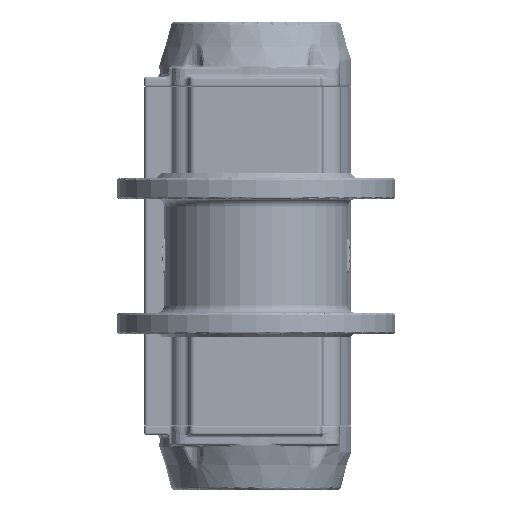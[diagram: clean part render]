
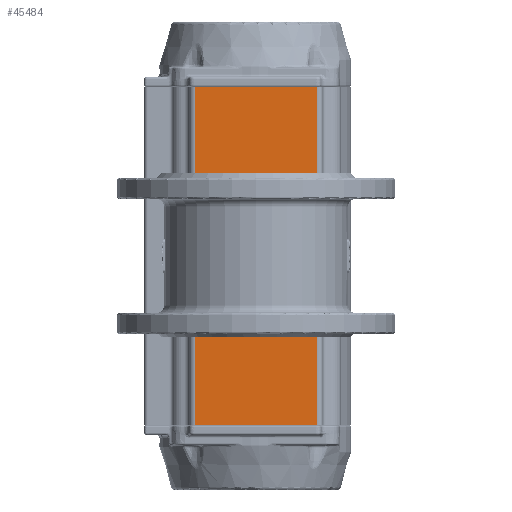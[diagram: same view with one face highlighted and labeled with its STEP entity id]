
A CAD part, front view. The second image highlights one B-rep face of the part: STEP entity #45484.
In plain terms, the highlighted planar face has unit normal (0, -1, 0).
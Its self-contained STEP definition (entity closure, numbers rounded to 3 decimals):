
#5309=LINE('',#101351,#7890);
#5310=LINE('',#101353,#7891);
#5311=LINE('',#101355,#7892);
#5312=LINE('',#101357,#7893);
#7890=VECTOR('',#54693,1000.);
#7891=VECTOR('',#54696,1000.);
#7892=VECTOR('',#54697,1000.);
#7893=VECTOR('',#54698,1000.);
#12710=ORIENTED_EDGE('',*,*,#25121,.F.);
#12711=ORIENTED_EDGE('',*,*,#25120,.T.);
#12712=ORIENTED_EDGE('',*,*,#25122,.T.);
#12713=ORIENTED_EDGE('',*,*,#25123,.F.);
#12714=ORIENTED_EDGE('',*,*,#25124,.T.);
#12715=ORIENTED_EDGE('',*,*,#25125,.T.);
#12716=ORIENTED_EDGE('',*,*,#25126,.T.);
#12717=ORIENTED_EDGE('',*,*,#25127,.T.);
#12718=ORIENTED_EDGE('',*,*,#25128,.T.);
#12719=ORIENTED_EDGE('',*,*,#25129,.T.);
#12720=ORIENTED_EDGE('',*,*,#25130,.T.);
#12721=ORIENTED_EDGE('',*,*,#25131,.T.);
#12722=ORIENTED_EDGE('',*,*,#25132,.T.);
#25120=EDGE_CURVE('',#31572,#31573,#5309,.T.);
#25121=EDGE_CURVE('',#31572,#31574,#5310,.T.);
#25122=EDGE_CURVE('',#31573,#31575,#5311,.T.);
#25123=EDGE_CURVE('',#31574,#31575,#5312,.T.);
#25124=EDGE_CURVE('',#31576,#31576,#35374,.T.);
#25125=EDGE_CURVE('',#31577,#31577,#35375,.T.);
#25126=EDGE_CURVE('',#31578,#31578,#35376,.T.);
#25127=EDGE_CURVE('',#31579,#31579,#35377,.T.);
#25128=EDGE_CURVE('',#31580,#31580,#35378,.T.);
#25129=EDGE_CURVE('',#31581,#31581,#35379,.T.);
#25130=EDGE_CURVE('',#31582,#31582,#35380,.T.);
#25131=EDGE_CURVE('',#31583,#31583,#35381,.T.);
#25132=EDGE_CURVE('',#31584,#31584,#35382,.T.);
#31572=VERTEX_POINT('',#101348);
#31573=VERTEX_POINT('',#101350);
#31574=VERTEX_POINT('',#101354);
#31575=VERTEX_POINT('',#101356);
#31576=VERTEX_POINT('',#101359);
#31577=VERTEX_POINT('',#101361);
#31578=VERTEX_POINT('',#101363);
#31579=VERTEX_POINT('',#101365);
#31580=VERTEX_POINT('',#101367);
#31581=VERTEX_POINT('',#101369);
#31582=VERTEX_POINT('',#101371);
#31583=VERTEX_POINT('',#101373);
#31584=VERTEX_POINT('',#101375);
#35374=CIRCLE('',#48904,3.324);
#35375=CIRCLE('',#48905,3.324);
#35376=CIRCLE('',#48906,3.324);
#35377=CIRCLE('',#48907,3.324);
#35378=CIRCLE('',#48908,4.188);
#35379=CIRCLE('',#48909,4.188);
#35380=CIRCLE('',#48910,4.188);
#35381=CIRCLE('',#48911,4.188);
#35382=CIRCLE('',#48912,27.481);
#37828=EDGE_LOOP('',(#12710,#12711,#12712,#12713));
#37829=EDGE_LOOP('',(#12714));
#37830=EDGE_LOOP('',(#12715));
#37831=EDGE_LOOP('',(#12716));
#37832=EDGE_LOOP('',(#12717));
#37833=EDGE_LOOP('',(#12718));
#37834=EDGE_LOOP('',(#12719));
#37835=EDGE_LOOP('',(#12720));
#37836=EDGE_LOOP('',(#12721));
#37837=EDGE_LOOP('',(#12722));
#41300=FACE_BOUND('',#37828,.T.);
#41301=FACE_BOUND('',#37829,.T.);
#41302=FACE_BOUND('',#37830,.T.);
#41303=FACE_BOUND('',#37831,.T.);
#41304=FACE_BOUND('',#37832,.T.);
#41305=FACE_BOUND('',#37833,.T.);
#41306=FACE_BOUND('',#37834,.T.);
#41307=FACE_BOUND('',#37835,.T.);
#41308=FACE_BOUND('',#37836,.T.);
#41309=FACE_BOUND('',#37837,.T.);
#44281=PLANE('',#48903);
#45484=ADVANCED_FACE('',(#41300,#41301,#41302,#41303,#41304,#41305,#41306,
#41307,#41308,#41309),#44281,.T.);
#48903=AXIS2_PLACEMENT_3D('',#101352,#54694,#54695);
#48904=AXIS2_PLACEMENT_3D('',#101358,#54699,#54700);
#48905=AXIS2_PLACEMENT_3D('',#101360,#54701,#54702);
#48906=AXIS2_PLACEMENT_3D('',#101362,#54703,#54704);
#48907=AXIS2_PLACEMENT_3D('',#101364,#54705,#54706);
#48908=AXIS2_PLACEMENT_3D('',#101366,#54707,#54708);
#48909=AXIS2_PLACEMENT_3D('',#101368,#54709,#54710);
#48910=AXIS2_PLACEMENT_3D('',#101370,#54711,#54712);
#48911=AXIS2_PLACEMENT_3D('',#101372,#54713,#54714);
#48912=AXIS2_PLACEMENT_3D('',#101374,#54715,#54716);
#54693=DIRECTION('',(0.,0.,-1.));
#54694=DIRECTION('',(0.,-1.,0.));
#54695=DIRECTION('',(1.,0.,0.));
#54696=DIRECTION('',(1.,0.,0.));
#54697=DIRECTION('',(1.,0.,0.));
#54698=DIRECTION('',(0.,0.,-1.));
#54699=DIRECTION('',(0.,1.,0.));
#54700=DIRECTION('',(1.,0.,0.));
#54701=DIRECTION('',(0.,1.,0.));
#54702=DIRECTION('',(1.,0.,0.));
#54703=DIRECTION('',(0.,1.,0.));
#54704=DIRECTION('',(1.,0.,0.));
#54705=DIRECTION('',(0.,1.,0.));
#54706=DIRECTION('',(1.,0.,0.));
#54707=DIRECTION('',(0.,1.,0.));
#54708=DIRECTION('',(1.,0.,0.));
#54709=DIRECTION('',(0.,1.,0.));
#54710=DIRECTION('',(1.,0.,0.));
#54711=DIRECTION('',(0.,1.,0.));
#54712=DIRECTION('',(1.,0.,0.));
#54713=DIRECTION('',(0.,1.,0.));
#54714=DIRECTION('',(1.,0.,0.));
#54715=DIRECTION('',(0.,1.,0.));
#54716=DIRECTION('',(1.,0.,0.));
#101348=CARTESIAN_POINT('',(-44.,-80.5,244.));
#101350=CARTESIAN_POINT('',(-44.,-80.5,0.));
#101351=CARTESIAN_POINT('',(-44.,-80.5,0.));
#101352=CARTESIAN_POINT('',(-44.,-80.5,0.));
#101353=CARTESIAN_POINT('',(8.442,-80.5,244.));
#101354=CARTESIAN_POINT('',(44.,-80.5,244.));
#101355=CARTESIAN_POINT('',(8.442,-80.5,0.));
#101356=CARTESIAN_POINT('',(44.,-80.5,0.));
#101357=CARTESIAN_POINT('',(44.,-80.5,0.));
#101358=CARTESIAN_POINT('',(24.749,-80.5,146.749));
#101359=CARTESIAN_POINT('',(28.072,-80.5,146.749));
#101360=CARTESIAN_POINT('',(-24.749,-80.5,146.749));
#101361=CARTESIAN_POINT('',(-21.425,-80.5,146.749));
#101362=CARTESIAN_POINT('',(-24.749,-80.5,97.251));
#101363=CARTESIAN_POINT('',(-21.425,-80.5,97.251));
#101364=CARTESIAN_POINT('',(24.749,-80.5,97.251));
#101365=CARTESIAN_POINT('',(28.072,-80.5,97.251));
#101366=CARTESIAN_POINT('',(36.062,-80.5,158.062));
#101367=CARTESIAN_POINT('',(40.25,-80.5,158.062));
#101368=CARTESIAN_POINT('',(-36.062,-80.5,158.062));
#101369=CARTESIAN_POINT('',(-31.874,-80.5,158.062));
#101370=CARTESIAN_POINT('',(-36.062,-80.5,85.938));
#101371=CARTESIAN_POINT('',(-31.874,-80.5,85.938));
#101372=CARTESIAN_POINT('',(36.062,-80.5,85.938));
#101373=CARTESIAN_POINT('',(40.25,-80.5,85.938));
#101374=CARTESIAN_POINT('',(0.,-80.5,122.));
#101375=CARTESIAN_POINT('',(27.481,-80.5,122.));
